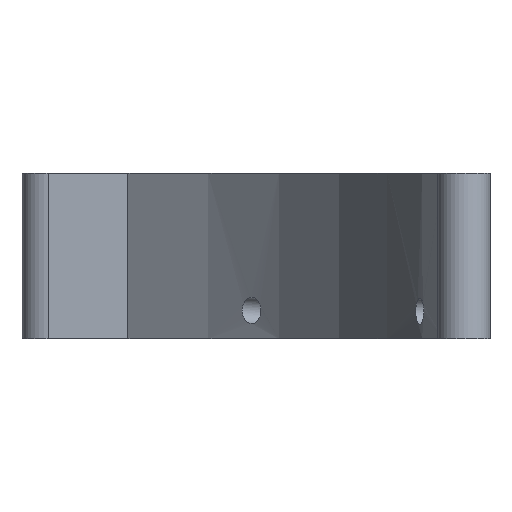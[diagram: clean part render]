
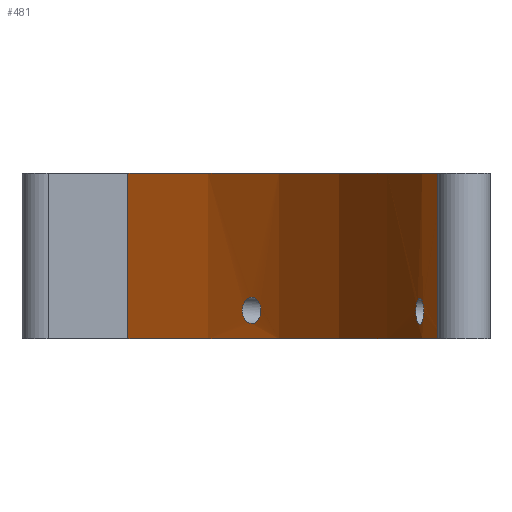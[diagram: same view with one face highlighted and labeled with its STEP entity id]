
A CAD part, left-side view. The second image highlights one B-rep face of the part: STEP entity #481.
In plain terms, the highlighted cylindrical face has radius 77 mm (diameter 154 mm), a partial arc.
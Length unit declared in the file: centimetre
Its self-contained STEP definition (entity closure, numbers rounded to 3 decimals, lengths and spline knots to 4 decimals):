
#65=LINE($,#927,#107);
#66=LINE($,#930,#108);
#107=VECTOR($,#652,1.9);
#108=VECTOR($,#657,1.9);
#114=CIRCLE($,#494,7.7);
#127=CIRCLE($,#509,7.7);
#136=FACE_BOUND($,#192,.T.);
#137=FACE_BOUND($,#193,.T.);
#138=FACE_BOUND($,#194,.T.);
#192=EDGE_LOOP($,(#434));
#193=EDGE_LOOP($,(#435));
#194=EDGE_LOOP($,(#436,#437,#438,#439));
#198=B_SPLINE_CURVE_WITH_KNOTS($,3,(#668,#669,#670,#671,#672,#673,#674,
#675,#676,#677,#678,#679,#680,#681,#682,#683,#684,#685,#686,#687,#688,#689,
#690,#691,#692,#693,#694,#695,#696,#697,#698,#699,#700,#701),
 .UNSPECIFIED.,.T.,.F.,(4,2,2,2,2,2,2,2,2,2,2,2,2,2,2,2,4),(0.,0.0566,
0.1131,0.1697,0.2263,0.2829,
0.3394,0.3959,0.4524,0.5089,
0.5655,0.622,0.6786,0.7352,
0.7917,0.8482,0.9047),.UNSPECIFIED.);
#200=B_SPLINE_CURVE_WITH_KNOTS($,3,(#739,#740,#741,#742,#743,#744,#745,
#746,#747,#748,#749,#750,#751,#752,#753,#754,#755,#756,#757,#758,#759,#760,
#761,#762,#763,#764,#765,#766,#767,#768,#769,#770,#771,#772),
 .UNSPECIFIED.,.T.,.F.,(4,2,2,2,2,2,2,2,2,2,2,2,2,2,2,2,4),(0.,0.0566,
0.1133,0.1698,0.2263,0.2828,
0.3393,0.3959,0.4526,0.5092,
0.5657,0.6222,0.6787,0.7353,
0.7918,0.8484,0.9049),.UNSPECIFIED.);
#202=VERTEX_POINT($,#667);
#204=VERTEX_POINT($,#738);
#214=VERTEX_POINT($,#826);
#215=VERTEX_POINT($,#828);
#242=VERTEX_POINT($,#887);
#243=VERTEX_POINT($,#889);
#248=EDGE_CURVE($,#202,#202,#198,.T.);
#250=EDGE_CURVE($,#204,#204,#200,.T.);
#261=EDGE_CURVE($,#214,#215,#114,.T.);
#292=EDGE_CURVE($,#242,#243,#127,.T.);
#311=EDGE_CURVE($,#214,#243,#65,.T.);
#312=EDGE_CURVE($,#242,#215,#66,.T.);
#434=ORIENTED_EDGE($,*,*,#248,.T.);
#435=ORIENTED_EDGE($,*,*,#250,.T.);
#436=ORIENTED_EDGE($,*,*,#311,.T.);
#437=ORIENTED_EDGE($,*,*,#292,.F.);
#438=ORIENTED_EDGE($,*,*,#312,.T.);
#439=ORIENTED_EDGE($,*,*,#261,.F.);
#456=CYLINDRICAL_SURFACE($,#529,7.7);
#481=ADVANCED_FACE($,(#136,#137,#138),#456,.F.);
#494=AXIS2_PLACEMENT_3D($,#829,#554,#555);
#509=AXIS2_PLACEMENT_3D($,#890,#602,#603);
#529=AXIS2_PLACEMENT_3D($,#933,#661,#662);
#554=DIRECTION('center_axis',(0.,0.,-1.));
#555=DIRECTION('ref_axis',(1.,0.,0.));
#602=DIRECTION('center_axis',(0.,0.,1.));
#603=DIRECTION('ref_axis',(1.,0.,0.));
#652=DIRECTION($,(0.,0.,-1.));
#657=DIRECTION($,(0.,0.,1.));
#661=DIRECTION('center_axis',(0.,0.,1.));
#662=DIRECTION('ref_axis',(1.,0.,0.));
#667=CARTESIAN_POINT('',(-7.2364,4.8102,0.316));
#668=CARTESIAN_POINT('Ctrl Pts',(-7.2364,4.8102,0.316));
#669=CARTESIAN_POINT('Ctrl Pts',(-7.2364,4.8102,0.2971));
#670=CARTESIAN_POINT('Ctrl Pts',(-7.2328,4.8113,0.277));
#671=CARTESIAN_POINT('Ctrl Pts',(-7.2181,4.8156,0.24));
#672=CARTESIAN_POINT('Ctrl Pts',(-7.207,4.8189,0.2231));
#673=CARTESIAN_POINT('Ctrl Pts',(-7.1815,4.8265,0.1964));
#674=CARTESIAN_POINT('Ctrl Pts',(-7.1653,4.8314,0.1849));
#675=CARTESIAN_POINT('Ctrl Pts',(-7.1299,4.8422,0.1695));
#676=CARTESIAN_POINT('Ctrl Pts',(-7.1107,4.8482,0.1657));
#677=CARTESIAN_POINT('Ctrl Pts',(-7.0747,4.8595,0.1657));
#678=CARTESIAN_POINT('Ctrl Pts',(-7.0556,4.8656,0.1694));
#679=CARTESIAN_POINT('Ctrl Pts',(-7.0204,4.8769,0.1847));
#680=CARTESIAN_POINT('Ctrl Pts',(-7.0043,4.8822,0.1962));
#681=CARTESIAN_POINT('Ctrl Pts',(-6.979,4.8905,0.2228));
#682=CARTESIAN_POINT('Ctrl Pts',(-6.968,4.8941,0.2397));
#683=CARTESIAN_POINT('Ctrl Pts',(-6.9535,4.899,0.2767));
#684=CARTESIAN_POINT('Ctrl Pts',(-6.95,4.9002,0.2968));
#685=CARTESIAN_POINT('Ctrl Pts',(-6.95,4.9002,0.3344));
#686=CARTESIAN_POINT('Ctrl Pts',(-6.9535,4.899,0.3545));
#687=CARTESIAN_POINT('Ctrl Pts',(-6.968,4.8941,0.3915));
#688=CARTESIAN_POINT('Ctrl Pts',(-6.979,4.8905,0.4084));
#689=CARTESIAN_POINT('Ctrl Pts',(-7.0043,4.8822,0.4351));
#690=CARTESIAN_POINT('Ctrl Pts',(-7.0204,4.8769,0.4466));
#691=CARTESIAN_POINT('Ctrl Pts',(-7.0556,4.8656,0.462));
#692=CARTESIAN_POINT('Ctrl Pts',(-7.0747,4.8595,0.4658));
#693=CARTESIAN_POINT('Ctrl Pts',(-7.1107,4.8482,0.4658));
#694=CARTESIAN_POINT('Ctrl Pts',(-7.1299,4.8422,0.4621));
#695=CARTESIAN_POINT('Ctrl Pts',(-7.1653,4.8314,0.4468));
#696=CARTESIAN_POINT('Ctrl Pts',(-7.1815,4.8265,0.4353));
#697=CARTESIAN_POINT('Ctrl Pts',(-7.207,4.8189,0.4087));
#698=CARTESIAN_POINT('Ctrl Pts',(-7.2181,4.8156,0.3918));
#699=CARTESIAN_POINT('Ctrl Pts',(-7.2328,4.8113,0.3549));
#700=CARTESIAN_POINT('Ctrl Pts',(-7.2364,4.8102,0.3348));
#701=CARTESIAN_POINT('Ctrl Pts',(-7.2364,4.8102,0.316));
#738=CARTESIAN_POINT('',(-4.0354,6.6763,0.3257));
#739=CARTESIAN_POINT('Ctrl Pts',(-4.0354,6.6763,0.3257));
#740=CARTESIAN_POINT('Ctrl Pts',(-4.0354,6.6763,0.3068));
#741=CARTESIAN_POINT('Ctrl Pts',(-4.0327,6.6789,0.2866));
#742=CARTESIAN_POINT('Ctrl Pts',(-4.0218,6.6896,0.2496));
#743=CARTESIAN_POINT('Ctrl Pts',(-4.0135,6.6977,0.2327));
#744=CARTESIAN_POINT('Ctrl Pts',(-3.9945,6.7163,0.206));
#745=CARTESIAN_POINT('Ctrl Pts',(-3.9825,6.7282,0.1944));
#746=CARTESIAN_POINT('Ctrl Pts',(-3.9563,6.7542,0.1791));
#747=CARTESIAN_POINT('Ctrl Pts',(-3.9421,6.7684,0.1753));
#748=CARTESIAN_POINT('Ctrl Pts',(-3.9156,6.7952,0.1754));
#749=CARTESIAN_POINT('Ctrl Pts',(-3.9015,6.8095,0.1791));
#750=CARTESIAN_POINT('Ctrl Pts',(-3.8757,6.836,0.1945));
#751=CARTESIAN_POINT('Ctrl Pts',(-3.864,6.8481,0.2061));
#752=CARTESIAN_POINT('Ctrl Pts',(-3.8455,6.8673,0.2328));
#753=CARTESIAN_POINT('Ctrl Pts',(-3.8375,6.8756,0.2497));
#754=CARTESIAN_POINT('Ctrl Pts',(-3.8269,6.8867,0.2868));
#755=CARTESIAN_POINT('Ctrl Pts',(-3.8243,6.8894,0.3069));
#756=CARTESIAN_POINT('Ctrl Pts',(-3.8243,6.8894,0.3446));
#757=CARTESIAN_POINT('Ctrl Pts',(-3.8269,6.8867,0.3648));
#758=CARTESIAN_POINT('Ctrl Pts',(-3.8375,6.8756,0.4018));
#759=CARTESIAN_POINT('Ctrl Pts',(-3.8455,6.8673,0.4187));
#760=CARTESIAN_POINT('Ctrl Pts',(-3.864,6.8481,0.4453));
#761=CARTESIAN_POINT('Ctrl Pts',(-3.8757,6.836,0.4569));
#762=CARTESIAN_POINT('Ctrl Pts',(-3.9015,6.8095,0.4722));
#763=CARTESIAN_POINT('Ctrl Pts',(-3.9156,6.7952,0.4759));
#764=CARTESIAN_POINT('Ctrl Pts',(-3.9421,6.7684,0.4759));
#765=CARTESIAN_POINT('Ctrl Pts',(-3.9563,6.7542,0.4721));
#766=CARTESIAN_POINT('Ctrl Pts',(-3.9825,6.7281,0.4568));
#767=CARTESIAN_POINT('Ctrl Pts',(-3.9945,6.7163,0.4452));
#768=CARTESIAN_POINT('Ctrl Pts',(-4.0135,6.6976,0.4186));
#769=CARTESIAN_POINT('Ctrl Pts',(-4.0218,6.6896,0.4017));
#770=CARTESIAN_POINT('Ctrl Pts',(-4.0327,6.6789,0.3646));
#771=CARTESIAN_POINT('Ctrl Pts',(-4.0354,6.6763,0.3445));
#772=CARTESIAN_POINT('Ctrl Pts',(-4.0354,6.6763,0.3257));
#826=CARTESIAN_POINT('',(-2.8205,8.2,1.9));
#828=CARTESIAN_POINT('',(-9.4,4.5,1.9));
#829=CARTESIAN_POINT('Origin',(-9.4,12.2,1.9));
#887=CARTESIAN_POINT('',(-9.4,4.5,0.));
#889=CARTESIAN_POINT('',(-2.8205,8.2,0.));
#890=CARTESIAN_POINT('Origin',(-9.4,12.2,0.));
#927=CARTESIAN_POINT($,(-2.8205,8.2,0.));
#930=CARTESIAN_POINT($,(-9.4,4.5,0.));
#933=CARTESIAN_POINT('Origin',(-9.4,12.2,0.));
